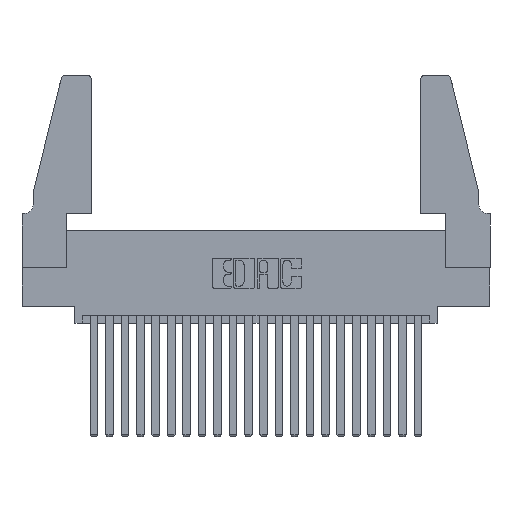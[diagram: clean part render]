
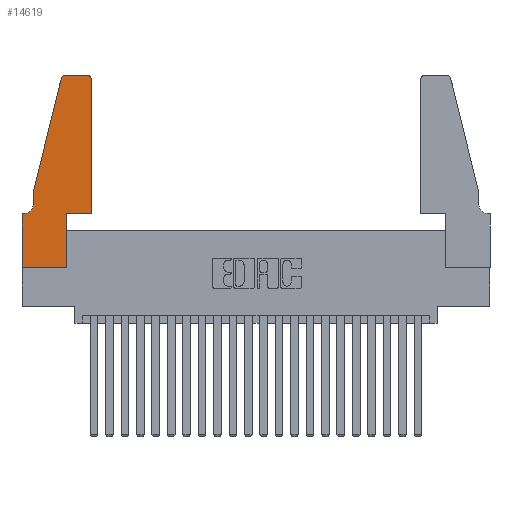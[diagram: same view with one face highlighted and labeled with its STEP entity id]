
A CAD part, top view. The second image highlights one B-rep face of the part: STEP entity #14619.
In plain terms, the highlighted planar face has unit normal (0, 0, 1).
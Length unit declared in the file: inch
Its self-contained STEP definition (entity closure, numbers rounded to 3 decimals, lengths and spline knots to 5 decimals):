
#95 = CARTESIAN_POINT ( 'NONE',  ( 0.4505, 0.35, 0.37 ) ) ;
#634 = CARTESIAN_POINT ( 'NONE',  ( 0.284, 1.22, 0.37 ) ) ;
#686 = DIRECTION ( 'NONE',  ( 0., 0., 1. ) ) ;
#739 = VECTOR ( 'NONE', #11108, 39.37008 ) ;
#1267 = VERTEX_POINT ( 'NONE', #21122 ) ;
#1738 = ORIENTED_EDGE ( 'NONE', *, *, #9874, .T. ) ;
#2443 = CARTESIAN_POINT ( 'NONE',  ( 0.4505, 1.22, 0.37 ) ) ;
#2483 = DIRECTION ( 'NONE',  ( 1., 0., 0. ) ) ;
#2533 = FACE_OUTER_BOUND ( 'NONE', #9612, .T. ) ;
#2601 = CARTESIAN_POINT ( 'NONE',  ( 0., 0.35, 0.37 ) ) ;
#2777 = VECTOR ( 'NONE', #19045, 39.37008 ) ;
#3237 = VERTEX_POINT ( 'NONE', #21778 ) ;
#3451 = LINE ( 'NONE', #95, #12071 ) ;
#3644 = LINE ( 'NONE', #17100, #12268 ) ;
#3788 = ORIENTED_EDGE ( 'NONE', *, *, #19669, .T. ) ;
#3937 = CIRCLE ( 'NONE', #19039, 0.03 ) ;
#4151 = DIRECTION ( 'NONE',  ( -1., 0., 0. ) ) ;
#4406 = VECTOR ( 'NONE', #4151, 39.37008 ) ;
#4498 = CARTESIAN_POINT ( 'NONE',  ( 0.4505, 0.35, 0.37 ) ) ;
#4540 = LINE ( 'NONE', #22075, #18588 ) ;
#4898 = VERTEX_POINT ( 'NONE', #19241 ) ;
#5092 = CARTESIAN_POINT ( 'NONE',  ( 0.0755, 0.5, 0.37 ) ) ;
#5127 = LINE ( 'NONE', #5092, #21942 ) ;
#5399 = ORIENTED_EDGE ( 'NONE', *, *, #8360, .T. ) ;
#5902 = VERTEX_POINT ( 'NONE', #13019 ) ;
#6120 = PLANE ( 'NONE',  #20370 ) ;
#6163 = EDGE_CURVE ( 'NONE', #9670, #11628, #3644, .T. ) ;
#6310 = CARTESIAN_POINT ( 'NONE',  ( 0.2865, 0.35, 0.37 ) ) ;
#6355 = ORIENTED_EDGE ( 'NONE', *, *, #15375, .T. ) ;
#6874 = VERTEX_POINT ( 'NONE', #20491 ) ;
#7026 = CARTESIAN_POINT ( 'NONE',  ( 0., 0., 0.37 ) ) ;
#7049 = ORIENTED_EDGE ( 'NONE', *, *, #16591, .T. ) ;
#7160 = CIRCLE ( 'NONE', #20876, 0.07 ) ;
#7404 = LINE ( 'NONE', #12363, #2777 ) ;
#7856 = DIRECTION ( 'NONE',  ( 1., 0., 0. ) ) ;
#8360 = EDGE_CURVE ( 'NONE', #5902, #21752, #18450, .T. ) ;
#8470 = CARTESIAN_POINT ( 'NONE',  ( 0.0055, 0.42, 0.37 ) ) ;
#8687 = DIRECTION ( 'NONE',  ( -1., 0., 0. ) ) ;
#9099 = CARTESIAN_POINT ( 'NONE',  ( 0., 0.35, 0.37 ) ) ;
#9399 = CARTESIAN_POINT ( 'NONE',  ( 0.4505, 0.35, 0.37 ) ) ;
#9612 = EDGE_LOOP ( 'NONE', ( #5399, #7049, #12634, #20878, #14602, #16400, #3788, #15400, #19690, #16692, #1738, #6355 ) ) ;
#9670 = VERTEX_POINT ( 'NONE', #10598 ) ;
#9758 = LINE ( 'NONE', #18768, #18145 ) ;
#9874 = EDGE_CURVE ( 'NONE', #16036, #14566, #14568, .T. ) ;
#10209 = DIRECTION ( 'NONE',  ( -1., 0., 0. ) ) ;
#10483 = DIRECTION ( 'NONE',  ( 1., 0., 0. ) ) ;
#10598 = CARTESIAN_POINT ( 'NONE',  ( 0.0055, 0.35, 0.37 ) ) ;
#11108 = DIRECTION ( 'NONE',  ( 0., 1., 0. ) ) ;
#11163 = CARTESIAN_POINT ( 'NONE',  ( 0.4205, 1.22, 0.37 ) ) ;
#11417 = EDGE_CURVE ( 'NONE', #1267, #3237, #5127, .T. ) ;
#11628 = VERTEX_POINT ( 'NONE', #9099 ) ;
#11764 = CARTESIAN_POINT ( 'NONE',  ( 0.284, 1.25, 0.37 ) ) ;
#11933 = DIRECTION ( 'NONE',  ( 0., -1., 0. ) ) ;
#12071 = VECTOR ( 'NONE', #15614, 39.37008 ) ;
#12146 = DIRECTION ( 'NONE',  ( 0., -1., 0. ) ) ;
#12268 = VECTOR ( 'NONE', #8687, 39.37008 ) ;
#12363 = CARTESIAN_POINT ( 'NONE',  ( 0.0755, 0.5, 0.37 ) ) ;
#12481 = AXIS2_PLACEMENT_3D ( 'NONE', #11163, #686, #12857 ) ;
#12634 = ORIENTED_EDGE ( 'NONE', *, *, #17946, .T. ) ;
#12815 = DIRECTION ( 'NONE',  ( 0., 0., 1. ) ) ;
#12857 = DIRECTION ( 'NONE',  ( 1., 0., 0. ) ) ;
#12983 = EDGE_CURVE ( 'NONE', #14323, #6874, #4540, .T. ) ;
#13019 = CARTESIAN_POINT ( 'NONE',  ( 0.4205, 1.25, 0.37 ) ) ;
#13027 = EDGE_CURVE ( 'NONE', #4898, #16036, #3451, .T. ) ;
#14323 = VERTEX_POINT ( 'NONE', #7026 ) ;
#14344 = CIRCLE ( 'NONE', #12481, 0.03 ) ;
#14566 = VERTEX_POINT ( 'NONE', #2443 ) ;
#14568 = LINE ( 'NONE', #9399, #739 ) ;
#14602 = ORIENTED_EDGE ( 'NONE', *, *, #21804, .T. ) ;
#14619 = ADVANCED_FACE ( 'NONE', ( #2533 ), #6120, .T. ) ;
#14915 = LINE ( 'NONE', #6310, #18783 ) ;
#15375 = EDGE_CURVE ( 'NONE', #14566, #5902, #14344, .T. ) ;
#15400 = ORIENTED_EDGE ( 'NONE', *, *, #12983, .T. ) ;
#15614 = DIRECTION ( 'NONE',  ( 1., 0., 0. ) ) ;
#16036 = VERTEX_POINT ( 'NONE', #4498 ) ;
#16400 = ORIENTED_EDGE ( 'NONE', *, *, #6163, .T. ) ;
#16591 = EDGE_CURVE ( 'NONE', #21752, #19478, #3937, .T. ) ;
#16692 = ORIENTED_EDGE ( 'NONE', *, *, #13027, .T. ) ;
#16717 = EDGE_CURVE ( 'NONE', #6874, #4898, #14915, .T. ) ;
#17100 = CARTESIAN_POINT ( 'NONE',  ( 0.0755, 0.35, 0.37 ) ) ;
#17755 = CARTESIAN_POINT ( 'NONE',  ( 0.2605, 1.25, 0.37 ) ) ;
#17946 = EDGE_CURVE ( 'NONE', #19478, #1267, #7404, .T. ) ;
#17965 = DIRECTION ( 'NONE',  ( 0., 0., 1. ) ) ;
#18145 = VECTOR ( 'NONE', #12146, 39.37008 ) ;
#18282 = CARTESIAN_POINT ( 'NONE',  ( 0.25487, 1.22718, 0.37 ) ) ;
#18450 = LINE ( 'NONE', #17755, #4406 ) ;
#18588 = VECTOR ( 'NONE', #10483, 39.37008 ) ;
#18768 = CARTESIAN_POINT ( 'NONE',  ( 0., 0., 0.37 ) ) ;
#18783 = VECTOR ( 'NONE', #19835, 39.37008 ) ;
#19039 = AXIS2_PLACEMENT_3D ( 'NONE', #634, #12815, #2483 ) ;
#19045 = DIRECTION ( 'NONE',  ( -0.239, -0.971, 0. ) ) ;
#19241 = CARTESIAN_POINT ( 'NONE',  ( 0.2865, 0.35, 0.37 ) ) ;
#19478 = VERTEX_POINT ( 'NONE', #18282 ) ;
#19669 = EDGE_CURVE ( 'NONE', #11628, #14323, #9758, .T. ) ;
#19690 = ORIENTED_EDGE ( 'NONE', *, *, #16717, .T. ) ;
#19835 = DIRECTION ( 'NONE',  ( 0., 1., 0. ) ) ;
#20178 = DIRECTION ( 'NONE',  ( 0., 0., -1. ) ) ;
#20370 = AXIS2_PLACEMENT_3D ( 'NONE', #2601, #17965, #7856 ) ;
#20491 = CARTESIAN_POINT ( 'NONE',  ( 0.2865, 0., 0.37 ) ) ;
#20876 = AXIS2_PLACEMENT_3D ( 'NONE', #8470, #20178, #10209 ) ;
#20878 = ORIENTED_EDGE ( 'NONE', *, *, #11417, .T. ) ;
#21122 = CARTESIAN_POINT ( 'NONE',  ( 0.0755, 0.5, 0.37 ) ) ;
#21752 = VERTEX_POINT ( 'NONE', #11764 ) ;
#21778 = CARTESIAN_POINT ( 'NONE',  ( 0.0755, 0.42, 0.37 ) ) ;
#21804 = EDGE_CURVE ( 'NONE', #3237, #9670, #7160, .T. ) ;
#21942 = VECTOR ( 'NONE', #11933, 39.37008 ) ;
#22075 = CARTESIAN_POINT ( 'NONE',  ( 0., 0., 0.37 ) ) ;
